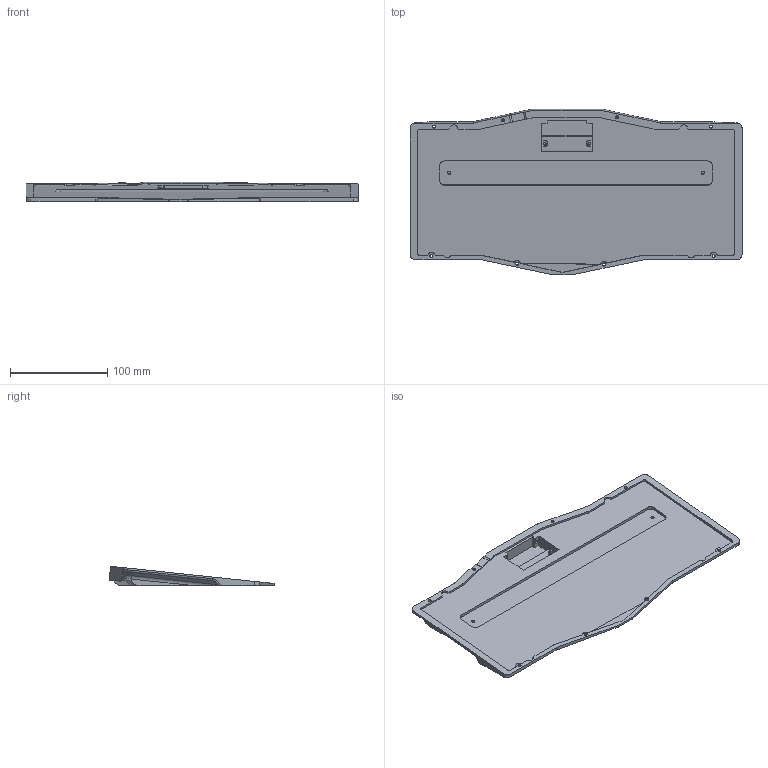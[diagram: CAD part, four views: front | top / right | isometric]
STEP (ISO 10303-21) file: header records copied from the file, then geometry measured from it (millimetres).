
FILE_DESCRIPTION(/* description */ (''),/* implementation_level */ '2;1');
FILE_NAME(/* name */ 'poppy_bottomcasefinalledgev2 v12.step',/* time_stamp */ '2023-02-05T23:51:05-05:00',/* author */ (''),/* organization */ (''),/* preprocessor_version */ 'ST-DEVELOPER v19.2',/* originating_system */ 'Autodesk Translation Framework v11.17.0.187',/* authorisation */ '');
FILE_SCHEMA (('AUTOMOTIVE_DESIGN { 1 0 10303 214 3 1 1 }'));
Length unit declared in the file: millimetre
Products named in the file (1): poppy_bottomcasefinalledgev2
Bounding box: 340.65 x 170.21 x 19.88 mm (x, y, z)
Volume: 408801.4 mm3; surface area: 118075.5 mm2
Topology: 1 solids, 1 shells, 207 faces, 550 edges, 360 vertices
Faces by surface type: plane 102, cylinder 87, cone 8, torus 6, bspline 4
Full cylindrical faces by diameter (mm): 3.2 x15, 4.1 x8, 12 x4
Entity records: 6711 total; most frequent: CARTESIAN_POINT 1350, DIRECTION 1144, ORIENTED_EDGE 1096, EDGE_CURVE 548, AXIS2_PLACEMENT_3D 409, VERTEX_POINT 360, LINE 326, VECTOR 326
